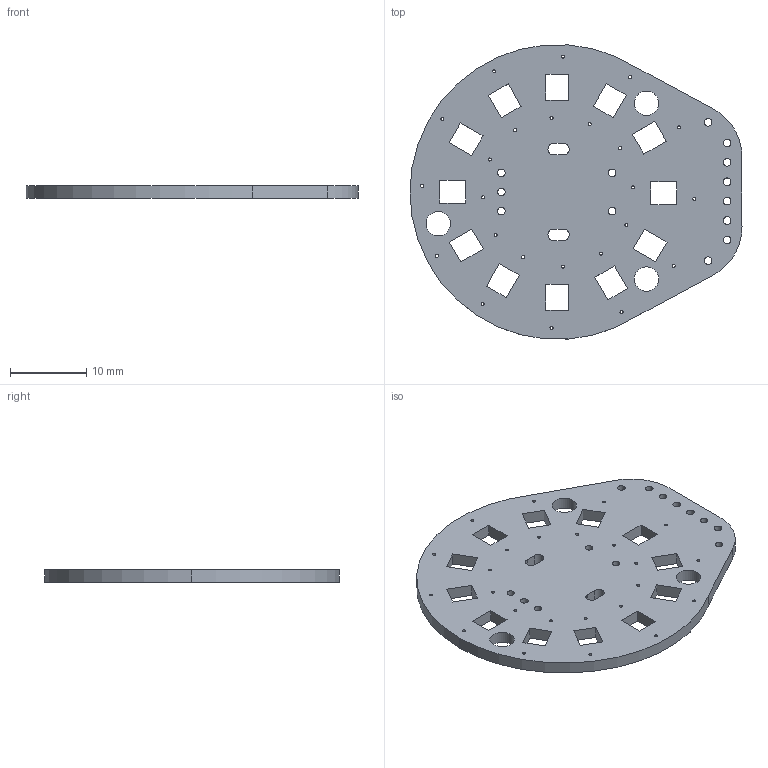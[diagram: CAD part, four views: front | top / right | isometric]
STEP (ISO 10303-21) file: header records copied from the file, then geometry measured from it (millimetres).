
FILE_DESCRIPTION(/* description */ (''),/* implementation_level */ '2;1');
FILE_NAME(/* name */ 'TopEncoderMod v6 - Adapter.step',/* time_stamp */ '2023-03-12T14:08:23-04:00',/* author */ (''),/* organization */ (''),/* preprocessor_version */ 'ST-DEVELOPER v19.2',/* originating_system */ 'Autodesk Translation Framework v11.17.0.187',/* authorisation */ '');
FILE_SCHEMA (('AUTOMOTIVE_DESIGN { 1 0 10303 214 3 1 1 }'));
Length unit declared in the file: millimetre
Products named in the file (2): TopEncoderMod v6 - Adapter; TopEncoderMod v6 - Adapter_1
Assembly tree (1 placements, depth 2):
  TopEncoderMod v6 - Adapter
    TopEncoderMod v6 - Adapter_1
Bounding box: 43.45 x 38.48 x 1.6 mm (x, y, z)
Volume: 1820.7 mm3; surface area: 2914.7 mm2
Topology: 1 solids, 1 shells, 105 faces, 309 edges, 206 vertices
Faces by surface type: plane 57, cylinder 48
Full cylindrical faces by diameter (mm): 0.4 x24, 1 x13, 3.2 x3
Entity records: 3795 total; most frequent: CARTESIAN_POINT 623, DIRECTION 621, ORIENTED_EDGE 618, EDGE_CURVE 309, EDGE_LOOP 213, LINE 213, VECTOR 213, VERTEX_POINT 206
